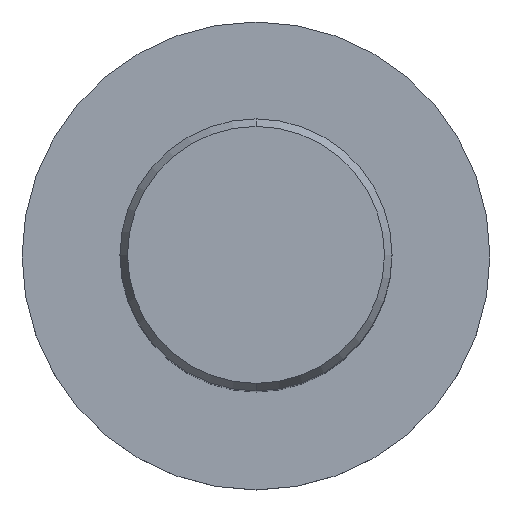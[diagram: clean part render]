
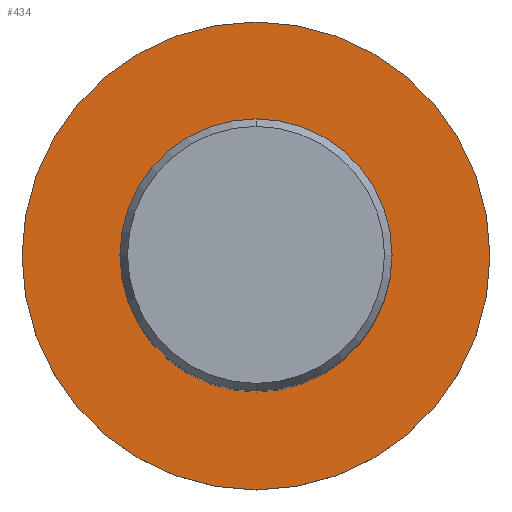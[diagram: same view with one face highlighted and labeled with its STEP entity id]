
A CAD part, top view. The second image highlights one B-rep face of the part: STEP entity #434.
In plain terms, the highlighted planar face has unit normal (0, 0, 1).
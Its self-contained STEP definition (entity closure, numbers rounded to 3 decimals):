
#250=EDGE_CURVE('',#302,#380,#588,.T.);
#284=VERTEX_POINT('',#627);
#290=EDGE_CURVE('',#404,#284,#635,.T.);
#296=EDGE_CURVE('',#380,#302,#641,.T.);
#302=VERTEX_POINT('',#647);
#380=VERTEX_POINT('',#729);
#404=VERTEX_POINT('',#755);
#434=ADVANCED_FACE('',(#787,#788),#789,.T.);
#450=EDGE_CURVE('',#284,#404,#809,.T.);
#588=CIRCLE('',#1070,12.5);
#627=CARTESIAN_POINT('',(0.,-21.5,-56.0));
#635=CIRCLE('',#1153,21.5);
#641=CIRCLE('',#1160,12.5);
#647=CARTESIAN_POINT('',(0.,-12.5,-56.0));
#729=CARTESIAN_POINT('',(0.0,12.5,-56.0));
#755=CARTESIAN_POINT('',(0.0,21.5,-56.0));
#787=FACE_BOUND('',#1445,.T.);
#788=FACE_OUTER_BOUND('',#1446,.T.);
#789=PLANE('',#1447);
#809=CIRCLE('',#1469,21.5);
#1070=AXIS2_PLACEMENT_3D('',#1644,#1645,#1646);
#1153=AXIS2_PLACEMENT_3D('',#1722,#1723,#1724);
#1160=AXIS2_PLACEMENT_3D('',#1725,#1726,#1727);
#1445=EDGE_LOOP('',(#1856,#1857));
#1446=EDGE_LOOP('',(#1858,#1859));
#1447=AXIS2_PLACEMENT_3D('',#1860,#1861,#1862);
#1469=AXIS2_PLACEMENT_3D('',#1898,#1899,#1900);
#1644=CARTESIAN_POINT('',(0.0,0.0,-56.0));
#1645=DIRECTION('',(-0.0,0.0,-1.0));
#1646=DIRECTION('',(0.0,1.0,0.0));
#1722=CARTESIAN_POINT('',(0.0,0.0,-56.0));
#1723=DIRECTION('',(0.0,0.0,-1.0));
#1724=DIRECTION('',(0.0,1.0,0.0));
#1725=CARTESIAN_POINT('',(0.0,0.0,-56.0));
#1726=DIRECTION('',(-0.0,0.0,-1.0));
#1727=DIRECTION('',(0.0,1.0,0.0));
#1856=ORIENTED_EDGE('',*,*,#296,.T.);
#1857=ORIENTED_EDGE('',*,*,#250,.T.);
#1858=ORIENTED_EDGE('',*,*,#290,.F.);
#1859=ORIENTED_EDGE('',*,*,#450,.F.);
#1860=CARTESIAN_POINT('',(0.0,10.75,-56.0));
#1861=DIRECTION('',(-0.0,0.0,1.0));
#1862=DIRECTION('',(0.0,-1.0,0.0));
#1898=CARTESIAN_POINT('',(0.0,0.0,-56.0));
#1899=DIRECTION('',(0.0,0.0,-1.0));
#1900=DIRECTION('',(0.0,1.0,0.0));
